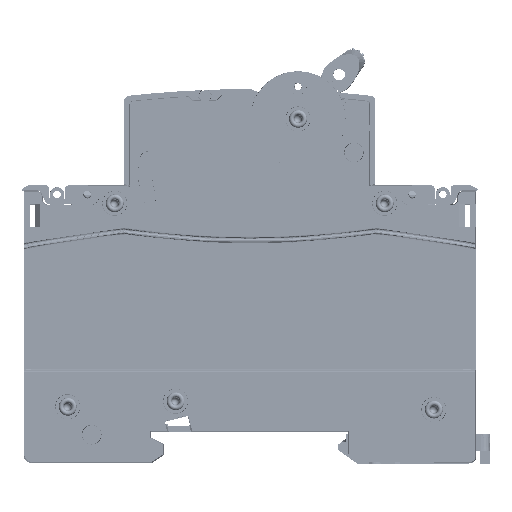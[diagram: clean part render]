
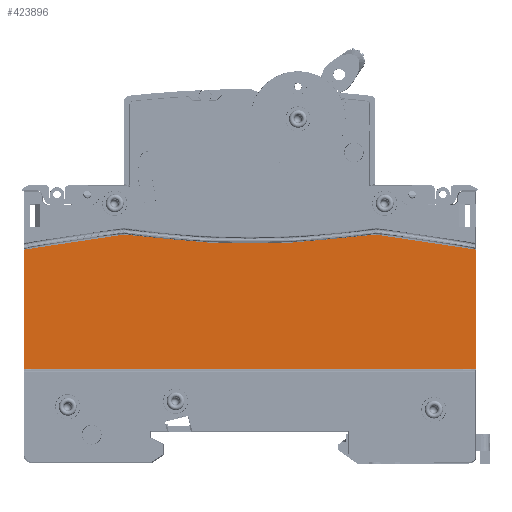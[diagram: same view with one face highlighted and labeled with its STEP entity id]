
A CAD part, top view. The second image highlights one B-rep face of the part: STEP entity #423896.
In plain terms, the highlighted planar face has unit normal (0, 0, 1).
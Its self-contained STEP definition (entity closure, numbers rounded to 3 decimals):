
#3582 = CARTESIAN_POINT ( 'NONE',  ( 13.91, -20.698, 41.6 ) ) ;
#3600 = B_SPLINE_CURVE_WITH_KNOTS ( 'NONE', 3,
 ( #247888, #387422, #73916, #133574, #30718, #412601 ),
 .UNSPECIFIED., .F., .F.,
 ( 4, 2, 4 ),
 ( 0., 0.5, 1. ),
 .UNSPECIFIED. ) ;
#12573 = EDGE_LOOP ( 'NONE', ( #327587, #171347, #231101, #240553, #257295, #185819 ) ) ;
#26417 = FACE_OUTER_BOUND ( 'NONE', #12573, .T. ) ;
#30718 = CARTESIAN_POINT ( 'NONE',  ( -23.643, -21.766, 41.6 ) ) ;
#31219 = AXIS2_PLACEMENT_3D ( 'NONE', #410531, #97153, #170513 ) ;
#44096 = EDGE_CURVE ( 'NONE', #305238, #384828, #74095, .T. ) ;
#62290 = CARTESIAN_POINT ( 'NONE',  ( 31.752, -44.8, 41.6 ) ) ;
#73916 = CARTESIAN_POINT ( 'NONE',  ( -1.06, -22.3, 41.6 ) ) ;
#74095 = LINE ( 'NONE', #245802, #389450 ) ;
#97153 = DIRECTION ( 'NONE',  ( 0., 0., 1. ) ) ;
#105056 = CARTESIAN_POINT ( 'NONE',  ( -48.952, -23.376, 41.6 ) ) ;
#106694 = CARTESIAN_POINT ( 'NONE',  ( 13.91, -20.698, 41.6 ) ) ;
#114142 = CARTESIAN_POINT ( 'NONE',  ( 31.752, -191.7, 41.6 ) ) ;
#127407 = EDGE_CURVE ( 'NONE', #285921, #315818, #399150, .T. ) ;
#131443 = EDGE_CURVE ( 'NONE', #315818, #434538, #3600, .T. ) ;
#133574 = CARTESIAN_POINT ( 'NONE',  ( -16.14, -22.3, 41.6 ) ) ;
#138918 = CARTESIAN_POINT ( 'NONE',  ( 31.752, -23.376, 41.6 ) ) ;
#164703 = VECTOR ( 'NONE', #402255, 1000. ) ;
#170513 = DIRECTION ( 'NONE',  ( 1., 0., 0. ) ) ;
#171347 = ORIENTED_EDGE ( 'NONE', *, *, #265003, .T. ) ;
#185819 = ORIENTED_EDGE ( 'NONE', *, *, #284532, .T. ) ;
#195739 = PLANE ( 'NONE',  #31219 ) ;
#224717 = B_SPLINE_CURVE_WITH_KNOTS ( 'NONE', 3,
 ( #452871, #278900, #448347, #105056 ),
 .UNSPECIFIED., .F., .F.,
 ( 4, 4 ),
 ( 0., 0.992 ),
 .UNSPECIFIED. ) ;
#231101 = ORIENTED_EDGE ( 'NONE', *, *, #438927, .T. ) ;
#240553 = ORIENTED_EDGE ( 'NONE', *, *, #127407, .T. ) ;
#245802 = CARTESIAN_POINT ( 'NONE',  ( -48.952, -191.7, 41.6 ) ) ;
#247888 = CARTESIAN_POINT ( 'NONE',  ( 13.91, -20.698, 41.6 ) ) ;
#252989 = CARTESIAN_POINT ( 'NONE',  ( 4.851, -44.8, 41.6 ) ) ;
#257295 = ORIENTED_EDGE ( 'NONE', *, *, #131443, .T. ) ;
#265003 = EDGE_CURVE ( 'NONE', #384828, #381738, #267994, .T. ) ;
#267994 = B_SPLINE_CURVE_WITH_KNOTS ( 'NONE', 3,
 ( #282757, #280465, #252989, #321800 ),
 .UNSPECIFIED., .F., .F.,
 ( 4, 4 ),
 ( 0.002, 0.998 ),
 .UNSPECIFIED. ) ;
#278306 = CARTESIAN_POINT ( 'NONE',  ( 25.843, -22.23, 41.6 ) ) ;
#278900 = CARTESIAN_POINT ( 'NONE',  ( -37.095, -21.338, 41.6 ) ) ;
#280465 = CARTESIAN_POINT ( 'NONE',  ( -22.051, -44.8, 41.6 ) ) ;
#282757 = CARTESIAN_POINT ( 'NONE',  ( -48.952, -44.8, 41.6 ) ) ;
#284532 = EDGE_CURVE ( 'NONE', #434538, #305238, #224717, .T. ) ;
#285921 = VERTEX_POINT ( 'NONE', #294561 ) ;
#294561 = CARTESIAN_POINT ( 'NONE',  ( 31.752, -23.376, 41.6 ) ) ;
#305238 = VERTEX_POINT ( 'NONE', #378838 ) ;
#315818 = VERTEX_POINT ( 'NONE', #3582 ) ;
#316846 = DIRECTION ( 'NONE',  ( 0., -1., 0. ) ) ;
#321800 = CARTESIAN_POINT ( 'NONE',  ( 31.752, -44.8, 41.6 ) ) ;
#327587 = ORIENTED_EDGE ( 'NONE', *, *, #44096, .T. ) ;
#331990 = CARTESIAN_POINT ( 'NONE',  ( -48.952, -44.8, 41.6 ) ) ;
#378080 = CARTESIAN_POINT ( 'NONE',  ( -31.11, -20.698, 41.6 ) ) ;
#378838 = CARTESIAN_POINT ( 'NONE',  ( -48.952, -23.376, 41.6 ) ) ;
#381738 = VERTEX_POINT ( 'NONE', #62290 ) ;
#384828 = VERTEX_POINT ( 'NONE', #331990 ) ;
#387422 = CARTESIAN_POINT ( 'NONE',  ( 6.444, -21.766, 41.6 ) ) ;
#389450 = VECTOR ( 'NONE', #316846, 1000. ) ;
#399150 = B_SPLINE_CURVE_WITH_KNOTS ( 'NONE', 3,
 ( #138918, #278306, #417803, #106694 ),
 .UNSPECIFIED., .F., .F.,
 ( 4, 4 ),
 ( 0.008, 1. ),
 .UNSPECIFIED. ) ;
#402255 = DIRECTION ( 'NONE',  ( 0., 1., 0. ) ) ;
#410531 = CARTESIAN_POINT ( 'NONE',  ( 0., 0., 41.6 ) ) ;
#412601 = CARTESIAN_POINT ( 'NONE',  ( -31.11, -20.698, 41.6 ) ) ;
#417803 = CARTESIAN_POINT ( 'NONE',  ( 19.895, -21.338, 41.6 ) ) ;
#423896 = ADVANCED_FACE ( 'NONE', ( #26417 ), #195739, .T. ) ;
#431981 = LINE ( 'NONE', #114142, #164703 ) ;
#434538 = VERTEX_POINT ( 'NONE', #378080 ) ;
#438927 = EDGE_CURVE ( 'NONE', #381738, #285921, #431981, .T. ) ;
#448347 = CARTESIAN_POINT ( 'NONE',  ( -43.043, -22.23, 41.6 ) ) ;
#452871 = CARTESIAN_POINT ( 'NONE',  ( -31.11, -20.698, 41.6 ) ) ;
